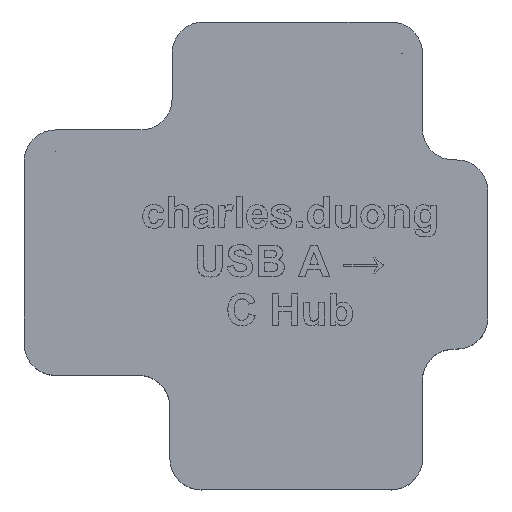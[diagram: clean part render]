
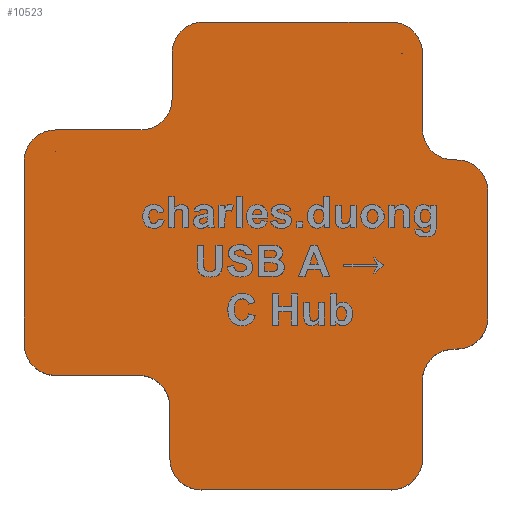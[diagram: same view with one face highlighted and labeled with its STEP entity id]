
A CAD part, top view. The second image highlights one B-rep face of the part: STEP entity #10523.
In plain terms, the highlighted planar face has unit normal (0, 0, 1).
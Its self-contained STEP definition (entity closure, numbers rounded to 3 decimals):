
#966=FACE_BOUND('',#1884,.T.);
#967=FACE_BOUND('',#1885,.T.);
#1010=PLANE('',#11188);
#1285=FACE_OUTER_BOUND('',#1883,.T.);
#1883=EDGE_LOOP('',(#7311,#7312,#7313,#7314,#7315,#7316,#7317,#7318,#7319,
#7320,#7321,#7322,#7323,#7324,#7325,#7326,#7327,#7328,#7329,#7330,#7331,
#7332,#7333,#7334));
#1884=EDGE_LOOP('',(#7335,#7336,#7337));
#1885=EDGE_LOOP('',(#7338,#7339,#7340));
#2482=LINE('',#13241,#3440);
#2485=LINE('',#13245,#3443);
#2488=LINE('',#13253,#3446);
#2491=LINE('',#13259,#3449);
#2496=LINE('',#13277,#3454);
#2500=LINE('',#13289,#3458);
#2504=LINE('',#13301,#3462);
#2508=LINE('',#13313,#3466);
#2512=LINE('',#13325,#3470);
#2516=LINE('',#13337,#3474);
#2520=LINE('',#13349,#3478);
#2524=LINE('',#13361,#3482);
#2528=LINE('',#13373,#3486);
#2532=LINE('',#13385,#3490);
#2536=LINE('',#13397,#3494);
#2540=LINE('',#13407,#3498);
#3440=VECTOR('',#11524,10.);
#3443=VECTOR('',#11529,10.);
#3446=VECTOR('',#11534,10.);
#3449=VECTOR('',#11539,10.);
#3454=VECTOR('',#11558,10.);
#3458=VECTOR('',#11570,10.);
#3462=VECTOR('',#11582,10.);
#3466=VECTOR('',#11594,10.);
#3470=VECTOR('',#11606,10.);
#3474=VECTOR('',#11618,10.);
#3478=VECTOR('',#11630,10.);
#3482=VECTOR('',#11642,10.);
#3486=VECTOR('',#11654,10.);
#3490=VECTOR('',#11666,10.);
#3494=VECTOR('',#11678,10.);
#3498=VECTOR('',#11690,10.);
#4396=CIRCLE('',#11132,2.);
#4398=CIRCLE('',#11139,2.);
#4400=CIRCLE('',#11142,3.);
#4402=CIRCLE('',#11146,3.);
#4404=CIRCLE('',#11150,3.);
#4406=CIRCLE('',#11154,3.);
#4408=CIRCLE('',#11158,3.);
#4410=CIRCLE('',#11162,3.);
#4412=CIRCLE('',#11166,3.);
#4414=CIRCLE('',#11170,3.);
#4416=CIRCLE('',#11174,3.);
#4418=CIRCLE('',#11178,3.);
#4420=CIRCLE('',#11182,3.);
#4422=CIRCLE('',#11186,3.);
#4473=VERTEX_POINT('',#13232);
#4474=VERTEX_POINT('',#13234);
#4476=VERTEX_POINT('',#13240);
#4479=VERTEX_POINT('',#13250);
#4480=VERTEX_POINT('',#13252);
#4482=VERTEX_POINT('',#13258);
#4485=VERTEX_POINT('',#13268);
#4486=VERTEX_POINT('',#13270);
#4488=VERTEX_POINT('',#13276);
#4490=VERTEX_POINT('',#13282);
#4492=VERTEX_POINT('',#13288);
#4494=VERTEX_POINT('',#13294);
#4496=VERTEX_POINT('',#13300);
#4498=VERTEX_POINT('',#13306);
#4500=VERTEX_POINT('',#13312);
#4502=VERTEX_POINT('',#13318);
#4504=VERTEX_POINT('',#13324);
#4506=VERTEX_POINT('',#13330);
#4508=VERTEX_POINT('',#13336);
#4510=VERTEX_POINT('',#13342);
#4512=VERTEX_POINT('',#13348);
#4514=VERTEX_POINT('',#13354);
#4516=VERTEX_POINT('',#13360);
#4518=VERTEX_POINT('',#13366);
#4520=VERTEX_POINT('',#13372);
#4522=VERTEX_POINT('',#13378);
#4524=VERTEX_POINT('',#13384);
#4526=VERTEX_POINT('',#13390);
#4528=VERTEX_POINT('',#13396);
#4530=VERTEX_POINT('',#13402);
#5561=EDGE_CURVE('',#4474,#4473,#4396,.T.);
#5564=EDGE_CURVE('',#4476,#4474,#2482,.T.);
#5567=EDGE_CURVE('',#4473,#4476,#2485,.T.);
#5570=EDGE_CURVE('',#4480,#4479,#2488,.T.);
#5573=EDGE_CURVE('',#4482,#4480,#2491,.T.);
#5576=EDGE_CURVE('',#4479,#4482,#4398,.T.);
#5579=EDGE_CURVE('',#4486,#4485,#4400,.T.);
#5582=EDGE_CURVE('',#4488,#4486,#2496,.T.);
#5585=EDGE_CURVE('',#4490,#4488,#4402,.T.);
#5588=EDGE_CURVE('',#4492,#4490,#2500,.T.);
#5591=EDGE_CURVE('',#4494,#4492,#4404,.T.);
#5594=EDGE_CURVE('',#4496,#4494,#2504,.T.);
#5597=EDGE_CURVE('',#4498,#4496,#4406,.T.);
#5600=EDGE_CURVE('',#4500,#4498,#2508,.T.);
#5603=EDGE_CURVE('',#4502,#4500,#4408,.T.);
#5606=EDGE_CURVE('',#4504,#4502,#2512,.T.);
#5609=EDGE_CURVE('',#4506,#4504,#4410,.T.);
#5612=EDGE_CURVE('',#4508,#4506,#2516,.T.);
#5615=EDGE_CURVE('',#4510,#4508,#4412,.T.);
#5618=EDGE_CURVE('',#4512,#4510,#2520,.T.);
#5621=EDGE_CURVE('',#4514,#4512,#4414,.T.);
#5624=EDGE_CURVE('',#4516,#4514,#2524,.T.);
#5627=EDGE_CURVE('',#4518,#4516,#4416,.T.);
#5630=EDGE_CURVE('',#4520,#4518,#2528,.T.);
#5633=EDGE_CURVE('',#4522,#4520,#4418,.T.);
#5636=EDGE_CURVE('',#4524,#4522,#2532,.T.);
#5639=EDGE_CURVE('',#4526,#4524,#4420,.T.);
#5642=EDGE_CURVE('',#4528,#4526,#2536,.T.);
#5645=EDGE_CURVE('',#4530,#4528,#4422,.T.);
#5648=EDGE_CURVE('',#4485,#4530,#2540,.T.);
#7311=ORIENTED_EDGE('',*,*,#5648,.T.);
#7312=ORIENTED_EDGE('',*,*,#5645,.T.);
#7313=ORIENTED_EDGE('',*,*,#5642,.T.);
#7314=ORIENTED_EDGE('',*,*,#5639,.T.);
#7315=ORIENTED_EDGE('',*,*,#5636,.T.);
#7316=ORIENTED_EDGE('',*,*,#5633,.T.);
#7317=ORIENTED_EDGE('',*,*,#5630,.T.);
#7318=ORIENTED_EDGE('',*,*,#5627,.T.);
#7319=ORIENTED_EDGE('',*,*,#5624,.T.);
#7320=ORIENTED_EDGE('',*,*,#5621,.T.);
#7321=ORIENTED_EDGE('',*,*,#5618,.T.);
#7322=ORIENTED_EDGE('',*,*,#5615,.T.);
#7323=ORIENTED_EDGE('',*,*,#5612,.T.);
#7324=ORIENTED_EDGE('',*,*,#5609,.T.);
#7325=ORIENTED_EDGE('',*,*,#5606,.T.);
#7326=ORIENTED_EDGE('',*,*,#5603,.T.);
#7327=ORIENTED_EDGE('',*,*,#5600,.T.);
#7328=ORIENTED_EDGE('',*,*,#5597,.T.);
#7329=ORIENTED_EDGE('',*,*,#5594,.T.);
#7330=ORIENTED_EDGE('',*,*,#5591,.T.);
#7331=ORIENTED_EDGE('',*,*,#5588,.T.);
#7332=ORIENTED_EDGE('',*,*,#5585,.T.);
#7333=ORIENTED_EDGE('',*,*,#5582,.T.);
#7334=ORIENTED_EDGE('',*,*,#5579,.T.);
#7335=ORIENTED_EDGE('',*,*,#5576,.T.);
#7336=ORIENTED_EDGE('',*,*,#5573,.T.);
#7337=ORIENTED_EDGE('',*,*,#5570,.T.);
#7338=ORIENTED_EDGE('',*,*,#5567,.T.);
#7339=ORIENTED_EDGE('',*,*,#5564,.T.);
#7340=ORIENTED_EDGE('',*,*,#5561,.T.);
#10523=ADVANCED_FACE('',(#1285,#966,#967),#1010,.T.);
#11132=AXIS2_PLACEMENT_3D('',#13235,#11518,#11519);
#11139=AXIS2_PLACEMENT_3D('',#13263,#11545,#11546);
#11142=AXIS2_PLACEMENT_3D('',#13271,#11552,#11553);
#11146=AXIS2_PLACEMENT_3D('',#13283,#11564,#11565);
#11150=AXIS2_PLACEMENT_3D('',#13295,#11576,#11577);
#11154=AXIS2_PLACEMENT_3D('',#13307,#11588,#11589);
#11158=AXIS2_PLACEMENT_3D('',#13319,#11600,#11601);
#11162=AXIS2_PLACEMENT_3D('',#13331,#11612,#11613);
#11166=AXIS2_PLACEMENT_3D('',#13343,#11624,#11625);
#11170=AXIS2_PLACEMENT_3D('',#13355,#11636,#11637);
#11174=AXIS2_PLACEMENT_3D('',#13367,#11648,#11649);
#11178=AXIS2_PLACEMENT_3D('',#13379,#11660,#11661);
#11182=AXIS2_PLACEMENT_3D('',#13391,#11672,#11673);
#11186=AXIS2_PLACEMENT_3D('',#13403,#11684,#11685);
#11188=AXIS2_PLACEMENT_3D('',#13408,#11691,#11692);
#11518=DIRECTION('center_axis',(0.,0.,1.));
#11519=DIRECTION('ref_axis',(0.,-1.,0.));
#11524=DIRECTION('',(-1.,0.,0.));
#11529=DIRECTION('',(0.,-1.,0.));
#11534=DIRECTION('',(0.,1.,0.));
#11539=DIRECTION('',(-1.,0.,0.));
#11545=DIRECTION('center_axis',(0.,0.,1.));
#11546=DIRECTION('ref_axis',(-1.,0.,0.));
#11552=DIRECTION('center_axis',(0.,0.,-1.));
#11553=DIRECTION('ref_axis',(-1.,0.,0.));
#11558=DIRECTION('',(-1.,0.,0.));
#11564=DIRECTION('center_axis',(0.,0.,1.));
#11565=DIRECTION('ref_axis',(1.,0.,0.));
#11570=DIRECTION('',(0.,1.,0.));
#11576=DIRECTION('center_axis',(0.,0.,1.));
#11577=DIRECTION('ref_axis',(0.,-1.,0.));
#11582=DIRECTION('',(1.,0.,0.));
#11588=DIRECTION('center_axis',(0.,0.,-1.));
#11589=DIRECTION('ref_axis',(0.,1.,0.));
#11594=DIRECTION('',(0.,1.,0.));
#11600=DIRECTION('center_axis',(0.,0.,1.));
#11601=DIRECTION('ref_axis',(0.,-1.,0.));
#11606=DIRECTION('',(1.,0.,0.));
#11612=DIRECTION('center_axis',(0.,0.,1.));
#11613=DIRECTION('ref_axis',(-1.,0.,0.));
#11618=DIRECTION('',(0.,-1.,0.));
#11624=DIRECTION('center_axis',(0.,0.,-1.));
#11625=DIRECTION('ref_axis',(1.,0.,0.));
#11630=DIRECTION('',(1.,0.,0.));
#11636=DIRECTION('center_axis',(0.,0.,1.));
#11637=DIRECTION('ref_axis',(-1.,0.,0.));
#11642=DIRECTION('',(0.,-1.,0.));
#11648=DIRECTION('center_axis',(0.,0.,1.));
#11649=DIRECTION('ref_axis',(0.,1.,0.));
#11654=DIRECTION('',(-1.,0.,0.));
#11660=DIRECTION('center_axis',(0.,0.,-1.));
#11661=DIRECTION('ref_axis',(0.,-1.,0.));
#11666=DIRECTION('',(0.,-1.,0.));
#11672=DIRECTION('center_axis',(0.,0.,1.));
#11673=DIRECTION('ref_axis',(0.,1.,0.));
#11678=DIRECTION('',(-1.,0.,0.));
#11684=DIRECTION('center_axis',(0.,0.,1.));
#11685=DIRECTION('ref_axis',(1.,0.,0.));
#11690=DIRECTION('',(0.,1.,0.));
#11691=DIRECTION('center_axis',(0.,0.,1.));
#11692=DIRECTION('ref_axis',(-1.,0.,0.));
#13232=CARTESIAN_POINT('',(3.,32.555,16.));
#13234=CARTESIAN_POINT('',(3.,32.535,16.));
#13235=CARTESIAN_POINT('Origin',(1.,32.555,16.));
#13240=CARTESIAN_POINT('',(3.,32.535,16.));
#13241=CARTESIAN_POINT('',(13.206,32.535,16.));
#13245=CARTESIAN_POINT('',(3.,32.555,16.));
#13250=CARTESIAN_POINT('',(36.241,41.961,16.));
#13252=CARTESIAN_POINT('',(36.241,41.958,16.));
#13253=CARTESIAN_POINT('',(36.241,44.958,16.));
#13258=CARTESIAN_POINT('',(36.343,41.958,16.));
#13259=CARTESIAN_POINT('',(36.343,41.958,16.));
#13263=CARTESIAN_POINT('Origin',(36.343,43.958,16.));
#13268=CARTESIAN_POINT('',(38.273,34.7,16.));
#13270=CARTESIAN_POINT('',(41.273,31.7,16.));
#13271=CARTESIAN_POINT('Origin',(41.273,34.7,16.));
#13276=CARTESIAN_POINT('',(41.562,31.7,16.));
#13277=CARTESIAN_POINT('',(41.273,31.7,16.));
#13282=CARTESIAN_POINT('',(44.562,28.7,16.));
#13283=CARTESIAN_POINT('Origin',(41.562,28.7,16.));
#13288=CARTESIAN_POINT('',(44.562,16.524,16.));
#13289=CARTESIAN_POINT('',(44.562,17.889,16.));
#13294=CARTESIAN_POINT('',(41.562,13.524,16.));
#13295=CARTESIAN_POINT('Origin',(41.562,16.524,16.));
#13300=CARTESIAN_POINT('',(41.28,13.524,16.));
#13301=CARTESIAN_POINT('',(41.28,13.524,16.));
#13306=CARTESIAN_POINT('',(38.28,10.524,16.));
#13307=CARTESIAN_POINT('Origin',(41.28,10.524,16.));
#13312=CARTESIAN_POINT('',(38.28,3.,16.));
#13313=CARTESIAN_POINT('',(38.28,3.,16.));
#13318=CARTESIAN_POINT('',(35.28,0.,16.));
#13319=CARTESIAN_POINT('Origin',(35.28,3.,16.));
#13324=CARTESIAN_POINT('',(17.,0.,16.));
#13325=CARTESIAN_POINT('',(18.2,0.,16.));
#13330=CARTESIAN_POINT('',(14.,3.,16.));
#13331=CARTESIAN_POINT('Origin',(17.,3.,16.));
#13336=CARTESIAN_POINT('',(14.,8.,16.));
#13337=CARTESIAN_POINT('',(14.,3.,16.));
#13342=CARTESIAN_POINT('',(11.,11.,16.));
#13343=CARTESIAN_POINT('Origin',(11.,8.,16.));
#13348=CARTESIAN_POINT('',(3.,11.,16.));
#13349=CARTESIAN_POINT('',(11.,11.,16.));
#13354=CARTESIAN_POINT('',(0.,14.,16.));
#13355=CARTESIAN_POINT('Origin',(3.,14.,16.));
#13360=CARTESIAN_POINT('',(0.,31.581,16.));
#13361=CARTESIAN_POINT('',(0.,31.581,16.));
#13366=CARTESIAN_POINT('',(3.,34.581,16.));
#13367=CARTESIAN_POINT('Origin',(3.,31.581,16.));
#13372=CARTESIAN_POINT('',(11.222,34.581,16.));
#13373=CARTESIAN_POINT('',(11.222,34.581,16.));
#13378=CARTESIAN_POINT('',(14.222,37.581,16.));
#13379=CARTESIAN_POINT('Origin',(11.222,37.581,16.));
#13384=CARTESIAN_POINT('',(14.222,41.958,16.));
#13385=CARTESIAN_POINT('',(14.222,41.958,16.));
#13390=CARTESIAN_POINT('',(17.222,44.958,16.));
#13391=CARTESIAN_POINT('Origin',(17.222,41.958,16.));
#13396=CARTESIAN_POINT('',(35.273,44.958,16.));
#13397=CARTESIAN_POINT('',(34.343,44.958,16.));
#13402=CARTESIAN_POINT('',(38.273,41.958,16.));
#13403=CARTESIAN_POINT('Origin',(35.273,41.958,16.));
#13407=CARTESIAN_POINT('',(38.273,41.958,16.));
#13408=CARTESIAN_POINT('Origin',(22.281,22.479,16.));
